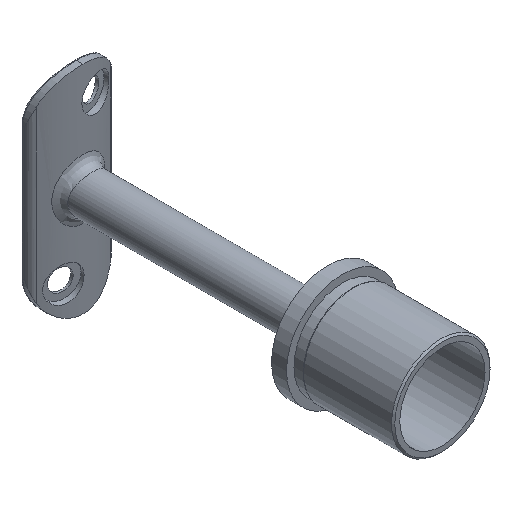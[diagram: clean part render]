
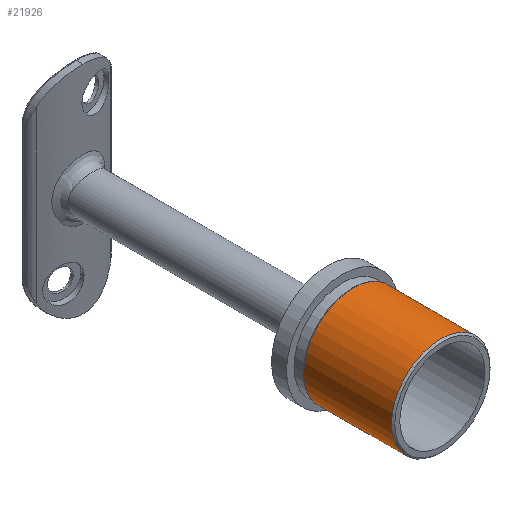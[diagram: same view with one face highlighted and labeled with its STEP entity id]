
A CAD part, isometric view. The second image highlights one B-rep face of the part: STEP entity #21926.
In plain terms, the highlighted cylindrical face has radius 14.8 mm (diameter 29.6 mm), a full revolution.
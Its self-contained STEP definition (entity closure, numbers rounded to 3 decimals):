
#261 = ORIENTED_EDGE ( 'NONE', *, *, #11312, .T. ) ;
#2103 = DIRECTION ( 'NONE',  ( 1., 0., 0. ) ) ;
#3015 = CARTESIAN_POINT ( 'NONE',  ( 14.8, -29.5, 0. ) ) ;
#4070 = VERTEX_POINT ( 'NONE', #6560 ) ;
#6560 = CARTESIAN_POINT ( 'NONE',  ( 14.8, -3., 0. ) ) ;
#7794 = EDGE_CURVE ( 'NONE', #4070, #4070, #20297, .T. ) ;
#8155 = CYLINDRICAL_SURFACE ( 'NONE', #19684, 14.8 ) ;
#10316 = FACE_OUTER_BOUND ( 'NONE', #25533, .T. ) ;
#11312 = EDGE_CURVE ( 'NONE', #24548, #24548, #24277, .T. ) ;
#11410 = DIRECTION ( 'NONE',  ( 1., 0., 0. ) ) ;
#11714 = DIRECTION ( 'NONE',  ( 1., 0., 0. ) ) ;
#12101 = AXIS2_PLACEMENT_3D ( 'NONE', #19302, #23305, #11410 ) ;
#12824 = AXIS2_PLACEMENT_3D ( 'NONE', #15775, #15950, #2103 ) ;
#15775 = CARTESIAN_POINT ( 'NONE',  ( 0., -29.5, 0. ) ) ;
#15950 = DIRECTION ( 'NONE',  ( 0., 1., 0. ) ) ;
#16505 = FACE_OUTER_BOUND ( 'NONE', #17049, .T. ) ;
#17049 = EDGE_LOOP ( 'NONE', ( #18411 ) ) ;
#18411 = ORIENTED_EDGE ( 'NONE', *, *, #7794, .T. ) ;
#19302 = CARTESIAN_POINT ( 'NONE',  ( 0., -3., 0. ) ) ;
#19684 = AXIS2_PLACEMENT_3D ( 'NONE', #21374, #25328, #11714 ) ;
#20297 = CIRCLE ( 'NONE', #12101, 14.8 ) ;
#21374 = CARTESIAN_POINT ( 'NONE',  ( 0., 2.993, 0. ) ) ;
#21926 = ADVANCED_FACE ( 'NONE', ( #10316, #16505 ), #8155, .T. ) ;
#23305 = DIRECTION ( 'NONE',  ( 0., -1., 0. ) ) ;
#24277 = CIRCLE ( 'NONE', #12824, 14.8 ) ;
#24548 = VERTEX_POINT ( 'NONE', #3015 ) ;
#25328 = DIRECTION ( 'NONE',  ( 0., -1., 0. ) ) ;
#25533 = EDGE_LOOP ( 'NONE', ( #261 ) ) ;
